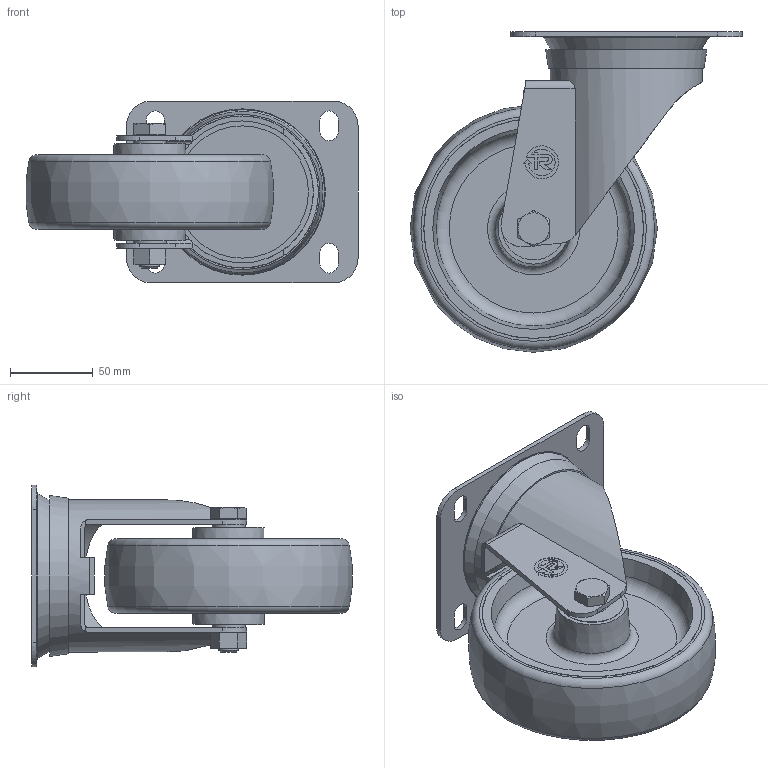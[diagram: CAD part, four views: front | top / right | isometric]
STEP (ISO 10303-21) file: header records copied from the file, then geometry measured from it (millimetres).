
FILE_DESCRIPTION( ( 'STEP AP214' ), ' ' );
FILE_NAME( 'SRP_NL_1_150_604211_0.stp', '2017-04-27T09:12:41', ( '' ), ( '' ), ' ', 'PARTsolutions', ' ' );
FILE_SCHEMA( ( 'AUTOMOTIVE_DESIGN { 1 0 10303 214 1 1 1 1 }' ) );
Length unit declared in the file: millimetre
Products named in the file (6): SRP/NL 1 150 604211 0; _Serie 60 P6 CB - 601104; _Shaft 150-M12-60-20600; _SRP/NL (150-140x110-45194)-b; _Bolt M12-80(GREY); _Nut M12(GREY)
Assembly tree (5 placements, depth 2):
  SRP/NL 1 150 604211 0
    _Serie 60 P6 CB - 601104
    _Shaft 150-M12-60-20600
    _SRP/NL (150-140x110-45194)-b
    _Bolt M12-80(GREY)
    _Nut M12(GREY)
Bounding box: 200.78 x 193.78 x 110 mm (x, y, z)
Volume: 654800.4 mm3; surface area: 162838.2 mm2
Topology: 5 solids, 5 shells, 237 faces, 574 edges, 370 vertices
Faces by surface type: plane 140, cylinder 53, cone 30, torus 13, bspline 1
Full cylindrical faces by diameter (mm): 10.106 x1, 12 x4, 16.47 x1, 20 x2, 21 x1, 32 x1, 38 x2, 80 x1, 86 x1, 92 x1, 100.577 x1, 132.8 x2, 133 x2
Entity records: 8969 total; most frequent: CARTESIAN_POINT 1524, DIRECTION 1130, ORIENTED_EDGE 1052, EDGE_CURVE 526, AXIS2_PLACEMENT_3D 406, VERTEX_POINT 368, EDGE_LOOP 324, LINE 318
